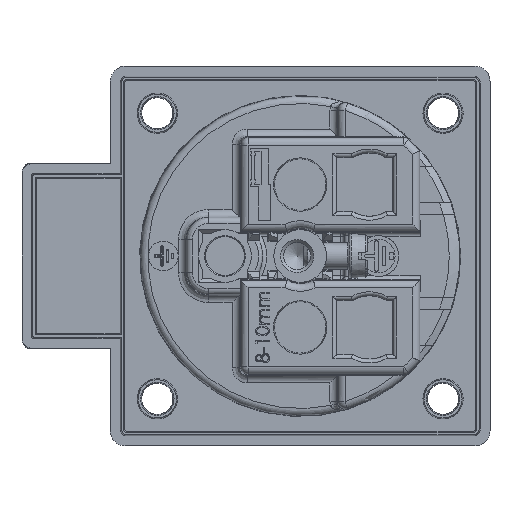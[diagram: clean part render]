
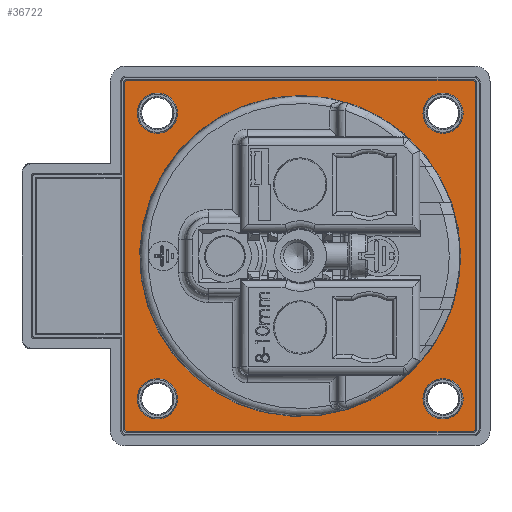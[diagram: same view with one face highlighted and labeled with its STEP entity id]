
A CAD part, front view. The second image highlights one B-rep face of the part: STEP entity #36722.
In plain terms, the highlighted planar face has unit normal (0, -1, 0).
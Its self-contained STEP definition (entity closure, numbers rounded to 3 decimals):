
#225 = VERTEX_POINT ( 'NONE', #1793 ) ;
#577 = FACE_BOUND ( 'NONE', #28408, .T. ) ;
#635 = DIRECTION ( 'NONE',  ( 1., 0., 0. ) ) ;
#650 = CARTESIAN_POINT ( 'NONE',  ( -23., 12.75, 23. ) ) ;
#980 = CARTESIAN_POINT ( 'NONE',  ( 23.359, 12.75, 23. ) ) ;
#1320 = EDGE_CURVE ( 'NONE', #37357, #37357, #3964, .T. ) ;
#1392 = CIRCLE ( 'NONE', #15904, 0.359 ) ;
#1568 = DIRECTION ( 'NONE',  ( 1., 0., 0. ) ) ;
#1725 = CARTESIAN_POINT ( 'NONE',  ( -19., 12.75, 19. ) ) ;
#1793 = CARTESIAN_POINT ( 'NONE',  ( 23., 12.75, 23.359 ) ) ;
#2013 = VERTEX_POINT ( 'NONE', #19178 ) ;
#2481 = EDGE_CURVE ( 'NONE', #13403, #225, #32910, .T. ) ;
#2996 = ORIENTED_EDGE ( 'NONE', *, *, #2481, .F. ) ;
#3168 = ORIENTED_EDGE ( 'NONE', *, *, #38249, .T. ) ;
#3655 = LINE ( 'NONE', #16457, #14953 ) ;
#3726 = VERTEX_POINT ( 'NONE', #31463 ) ;
#3964 = CIRCLE ( 'NONE', #13188, 2.674 ) ;
#5156 = CARTESIAN_POINT ( 'NONE',  ( 23.359, 12.75, -23. ) ) ;
#6075 = CARTESIAN_POINT ( 'NONE',  ( -16.326, 12.75, 19. ) ) ;
#6080 = AXIS2_PLACEMENT_3D ( 'NONE', #29122, #22738, #635 ) ;
#6468 = CARTESIAN_POINT ( 'NONE',  ( -16.326, 12.75, -19. ) ) ;
#6612 = CARTESIAN_POINT ( 'NONE',  ( 37.5, 12.75, 0. ) ) ;
#6628 = ORIENTED_EDGE ( 'NONE', *, *, #28046, .F. ) ;
#6642 = EDGE_CURVE ( 'NONE', #35173, #21619, #31941, .T. ) ;
#6856 = VERTEX_POINT ( 'NONE', #5156 ) ;
#6886 = DIRECTION ( 'NONE',  ( 1., 0., 0. ) ) ;
#7293 = CARTESIAN_POINT ( 'NONE',  ( 21.35, 12.75, 0. ) ) ;
#7896 = CARTESIAN_POINT ( 'NONE',  ( -19., 12.75, -19. ) ) ;
#7901 = CIRCLE ( 'NONE', #20408, 0.359 ) ;
#7908 = VERTEX_POINT ( 'NONE', #26847 ) ;
#8267 = VECTOR ( 'NONE', #34837, 1000. ) ;
#8825 = CIRCLE ( 'NONE', #25282, 0.359 ) ;
#9939 = ORIENTED_EDGE ( 'NONE', *, *, #24389, .T. ) ;
#10177 = VERTEX_POINT ( 'NONE', #34684 ) ;
#10295 = ORIENTED_EDGE ( 'NONE', *, *, #25605, .T. ) ;
#10317 = FACE_BOUND ( 'NONE', #14871, .T. ) ;
#10571 = DIRECTION ( 'NONE',  ( 1., 0., 0. ) ) ;
#11905 = EDGE_CURVE ( 'NONE', #3726, #21619, #20518, .T. ) ;
#13080 = DIRECTION ( 'NONE',  ( 0., 1., 0. ) ) ;
#13188 = AXIS2_PLACEMENT_3D ( 'NONE', #1725, #17244, #23425 ) ;
#13403 = VERTEX_POINT ( 'NONE', #15278 ) ;
#13424 = CARTESIAN_POINT ( 'NONE',  ( 0., 12.75, 0. ) ) ;
#13986 = CARTESIAN_POINT ( 'NONE',  ( -23., 12.75, -23. ) ) ;
#14871 = EDGE_LOOP ( 'NONE', ( #16539 ) ) ;
#14953 = VECTOR ( 'NONE', #38889, 1000. ) ;
#15037 = ORIENTED_EDGE ( 'NONE', *, *, #11905, .T. ) ;
#15278 = CARTESIAN_POINT ( 'NONE',  ( -23., 12.75, 23.359 ) ) ;
#15354 = CIRCLE ( 'NONE', #31118, 21.35 ) ;
#15604 = AXIS2_PLACEMENT_3D ( 'NONE', #7896, #20066, #33015 ) ;
#15866 = ORIENTED_EDGE ( 'NONE', *, *, #33433, .T. ) ;
#15904 = AXIS2_PLACEMENT_3D ( 'NONE', #650, #38166, #6886 ) ;
#16457 = CARTESIAN_POINT ( 'NONE',  ( -23.359, 12.75, 23. ) ) ;
#16502 = PLANE ( 'NONE',  #33495 ) ;
#16521 = CARTESIAN_POINT ( 'NONE',  ( -23., 12.75, -23.359 ) ) ;
#16539 = ORIENTED_EDGE ( 'NONE', *, *, #1320, .T. ) ;
#16545 = DIRECTION ( 'NONE',  ( 0., -1., 0. ) ) ;
#16711 = FACE_BOUND ( 'NONE', #40002, .T. ) ;
#16781 = CARTESIAN_POINT ( 'NONE',  ( -23., 12.75, -23.359 ) ) ;
#16877 = VECTOR ( 'NONE', #32703, 1000. ) ;
#17109 = DIRECTION ( 'NONE',  ( 0., 0., -1. ) ) ;
#17244 = DIRECTION ( 'NONE',  ( 0., 1., 0. ) ) ;
#17452 = DIRECTION ( 'NONE',  ( 0., -1., 0. ) ) ;
#17458 = EDGE_CURVE ( 'NONE', #35173, #6856, #8825, .T. ) ;
#18246 = CIRCLE ( 'NONE', #15604, 2.674 ) ;
#19178 = CARTESIAN_POINT ( 'NONE',  ( -23.359, 12.75, 23. ) ) ;
#19883 = VECTOR ( 'NONE', #17109, 1000. ) ;
#19958 = DIRECTION ( 'NONE',  ( 0., -1., 0. ) ) ;
#20013 = FACE_OUTER_BOUND ( 'NONE', #25909, .T. ) ;
#20066 = DIRECTION ( 'NONE',  ( 0., 1., 0. ) ) ;
#20091 = EDGE_LOOP ( 'NONE', ( #15866 ) ) ;
#20408 = AXIS2_PLACEMENT_3D ( 'NONE', #24229, #17452, #39243 ) ;
#20431 = AXIS2_PLACEMENT_3D ( 'NONE', #26480, #13080, #35740 ) ;
#20518 = CIRCLE ( 'NONE', #38891, 0.359 ) ;
#20520 = CARTESIAN_POINT ( 'NONE',  ( 23., 12.75, -23.359 ) ) ;
#21360 = EDGE_CURVE ( 'NONE', #36850, #225, #7901, .T. ) ;
#21619 = VERTEX_POINT ( 'NONE', #16781 ) ;
#22738 = DIRECTION ( 'NONE',  ( 0., 1., 0. ) ) ;
#23425 = DIRECTION ( 'NONE',  ( 1., 0., 0. ) ) ;
#24229 = CARTESIAN_POINT ( 'NONE',  ( 23., 12.75, 23. ) ) ;
#24389 = EDGE_CURVE ( 'NONE', #10177, #10177, #28457, .T. ) ;
#24746 = EDGE_LOOP ( 'NONE', ( #10295 ) ) ;
#24836 = ORIENTED_EDGE ( 'NONE', *, *, #17458, .T. ) ;
#25282 = AXIS2_PLACEMENT_3D ( 'NONE', #26630, #16545, #10571 ) ;
#25411 = VERTEX_POINT ( 'NONE', #6468 ) ;
#25605 = EDGE_CURVE ( 'NONE', #28319, #28319, #15354, .T. ) ;
#25909 = EDGE_LOOP ( 'NONE', ( #26827, #24836, #6628, #28352, #2996, #28798, #37892, #15037 ) ) ;
#26480 = CARTESIAN_POINT ( 'NONE',  ( 19., 12.75, 19. ) ) ;
#26630 = CARTESIAN_POINT ( 'NONE',  ( 23., 12.75, -23. ) ) ;
#26738 = CARTESIAN_POINT ( 'NONE',  ( -23., 12.75, 23.359 ) ) ;
#26827 = ORIENTED_EDGE ( 'NONE', *, *, #6642, .F. ) ;
#26847 = CARTESIAN_POINT ( 'NONE',  ( 21.674, 12.75, 19. ) ) ;
#28046 = EDGE_CURVE ( 'NONE', #36850, #6856, #35634, .T. ) ;
#28319 = VERTEX_POINT ( 'NONE', #7293 ) ;
#28352 = ORIENTED_EDGE ( 'NONE', *, *, #21360, .T. ) ;
#28408 = EDGE_LOOP ( 'NONE', ( #9939 ) ) ;
#28457 = CIRCLE ( 'NONE', #6080, 2.674 ) ;
#28656 = FACE_BOUND ( 'NONE', #20091, .T. ) ;
#28798 = ORIENTED_EDGE ( 'NONE', *, *, #31766, .T. ) ;
#28861 = DIRECTION ( 'NONE',  ( 1., 0., 0. ) ) ;
#29122 = CARTESIAN_POINT ( 'NONE',  ( 19., 12.75, -19. ) ) ;
#29471 = DIRECTION ( 'NONE',  ( 0., 1., 0. ) ) ;
#31118 = AXIS2_PLACEMENT_3D ( 'NONE', #13424, #31938, #28861 ) ;
#31463 = CARTESIAN_POINT ( 'NONE',  ( -23.359, 12.75, -23. ) ) ;
#31766 = EDGE_CURVE ( 'NONE', #13403, #2013, #1392, .T. ) ;
#31938 = DIRECTION ( 'NONE',  ( 0., 1., 0. ) ) ;
#31941 = LINE ( 'NONE', #16521, #8267 ) ;
#32703 = DIRECTION ( 'NONE',  ( 1., 0., 0. ) ) ;
#32910 = LINE ( 'NONE', #26738, #16877 ) ;
#33015 = DIRECTION ( 'NONE',  ( 1., 0., 0. ) ) ;
#33433 = EDGE_CURVE ( 'NONE', #25411, #25411, #18246, .T. ) ;
#33495 = AXIS2_PLACEMENT_3D ( 'NONE', #6612, #29471, #35649 ) ;
#34684 = CARTESIAN_POINT ( 'NONE',  ( 21.674, 12.75, -19. ) ) ;
#34837 = DIRECTION ( 'NONE',  ( -1., 0., 0. ) ) ;
#35024 = FACE_BOUND ( 'NONE', #24746, .T. ) ;
#35173 = VERTEX_POINT ( 'NONE', #20520 ) ;
#35634 = LINE ( 'NONE', #980, #19883 ) ;
#35649 = DIRECTION ( 'NONE',  ( 1., 0., 0. ) ) ;
#35740 = DIRECTION ( 'NONE',  ( 1., 0., 0. ) ) ;
#36190 = CIRCLE ( 'NONE', #20431, 2.674 ) ;
#36722 = ADVANCED_FACE ( 'NONE', ( #20013, #35024, #28656, #577, #16711, #10317 ), #16502, .F. ) ;
#36850 = VERTEX_POINT ( 'NONE', #39537 ) ;
#37357 = VERTEX_POINT ( 'NONE', #6075 ) ;
#37892 = ORIENTED_EDGE ( 'NONE', *, *, #40257, .F. ) ;
#38166 = DIRECTION ( 'NONE',  ( 0., -1., 0. ) ) ;
#38249 = EDGE_CURVE ( 'NONE', #7908, #7908, #36190, .T. ) ;
#38889 = DIRECTION ( 'NONE',  ( 0., 0., 1. ) ) ;
#38891 = AXIS2_PLACEMENT_3D ( 'NONE', #13986, #19958, #1568 ) ;
#39243 = DIRECTION ( 'NONE',  ( 1., 0., 0. ) ) ;
#39537 = CARTESIAN_POINT ( 'NONE',  ( 23.359, 12.75, 23. ) ) ;
#40002 = EDGE_LOOP ( 'NONE', ( #3168 ) ) ;
#40257 = EDGE_CURVE ( 'NONE', #3726, #2013, #3655, .T. ) ;
